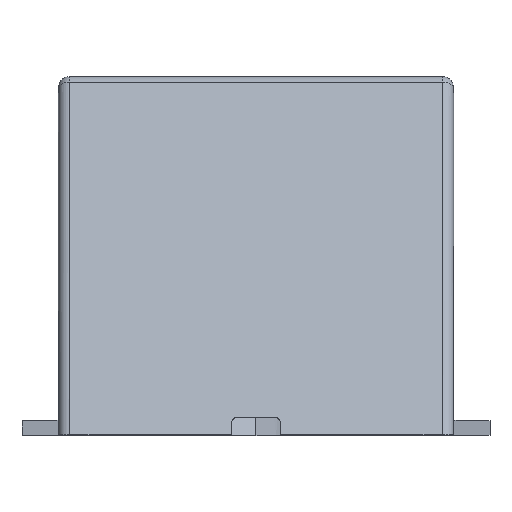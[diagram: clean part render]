
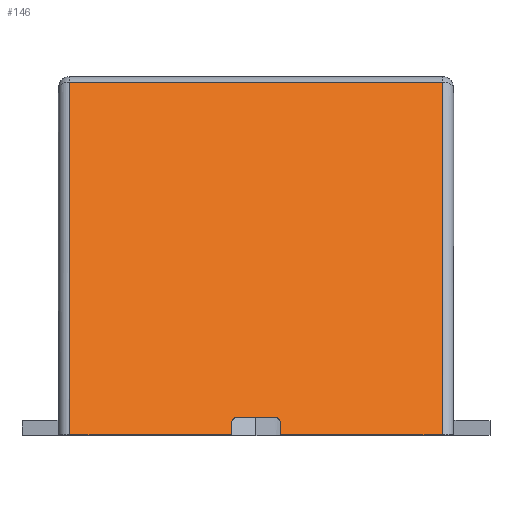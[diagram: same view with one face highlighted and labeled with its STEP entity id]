
A CAD part, top view. The second image highlights one B-rep face of the part: STEP entity #146.
In plain terms, the highlighted planar face has unit normal (0, 0.507, 0.862).
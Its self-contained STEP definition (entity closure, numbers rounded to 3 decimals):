
#14 = CARTESIAN_POINT ( 'NONE',  ( -6.5, 6., 81.808 ) ) ;
#112 = VECTOR ( 'NONE', #1407, 1000. ) ;
#140 = FACE_OUTER_BOUND ( 'NONE', #346, .T. ) ;
#146 = ADVANCED_FACE ( 'NONE', ( #140 ), #2523, .T. ) ;
#161 = DIRECTION ( 'NONE',  ( 1., 0., 0. ) ) ;
#168 = EDGE_CURVE ( 'NONE', #2271, #2039, #287, .T. ) ;
#268 = CARTESIAN_POINT ( 'NONE',  ( -6.5, 6., 81.808 ) ) ;
#287 = LINE ( 'NONE', #1892, #529 ) ;
#296 = LINE ( 'NONE', #1358, #1448 ) ;
#346 = EDGE_LOOP ( 'NONE', ( #2897, #981, #2843, #1490, #2259, #557, #2269, #422, #2467, #1874 ) ) ;
#365 = CARTESIAN_POINT ( 'NONE',  ( -64., 0., 85.342 ) ) ;
#367 = EDGE_CURVE ( 'NONE', #2753, #2172, #2382, .T. ) ;
#378 = DIRECTION ( 'NONE',  ( 0., -0.862, 0.508 ) ) ;
#422 = ORIENTED_EDGE ( 'NONE', *, *, #1946, .T. ) ;
#430 = VECTOR ( 'NONE', #908, 1000. ) ;
#472 = CARTESIAN_POINT ( 'NONE',  ( -7.672, 6., 81.808 ) ) ;
#529 = VECTOR ( 'NONE', #973, 1000. ) ;
#557 = ORIENTED_EDGE ( 'NONE', *, *, #2171, .T. ) ;
#626 = EDGE_CURVE ( 'NONE', #2245, #2039, #296, .T. ) ;
#756 = CARTESIAN_POINT ( 'NONE',  ( 7.672, 6., 81.808 ) ) ;
#868 = VECTOR ( 'NONE', #2608, 1000. ) ;
#908 = DIRECTION ( 'NONE',  ( -1., 0., 0. ) ) ;
#918 = CARTESIAN_POINT ( 'NONE',  ( -8.5, 5.172, 82.296 ) ) ;
#973 = DIRECTION ( 'NONE',  ( 0., -0.862, 0.508 ) ) ;
#981 = ORIENTED_EDGE ( 'NONE', *, *, #1775, .T. ) ;
#1005 = CARTESIAN_POINT ( 'NONE',  ( 8.5, 0., 85.342 ) ) ;
#1097 =( BOUNDED_CURVE ( )  B_SPLINE_CURVE ( 3, ( #1601, #918, #472, #268 ),
 .UNSPECIFIED., .F., .F. ) 
 B_SPLINE_CURVE_WITH_KNOTS ( ( 4, 4 ),
 ( 1.571, 3.142 ),
 .UNSPECIFIED. ) 
 CURVE ( )  GEOMETRIC_REPRESENTATION_ITEM ( )  RATIONAL_B_SPLINE_CURVE ( ( 1., 0.805, 0.805, 1. ) ) 
 REPRESENTATION_ITEM ( '' )  );
#1253 = EDGE_CURVE ( 'NONE', #1800, #2271, #1270, .T. ) ;
#1270 = LINE ( 'NONE', #2049, #430 ) ;
#1289 = CARTESIAN_POINT ( 'NONE',  ( 8.5, 1.961, 84.187 ) ) ;
#1313 = AXIS2_PLACEMENT_3D ( 'NONE', #2548, #1878, #1633 ) ;
#1343 = VECTOR ( 'NONE', #378, 1000. ) ;
#1345 = VERTEX_POINT ( 'NONE', #2081 ) ;
#1358 = CARTESIAN_POINT ( 'NONE',  ( 68., 0., 85.342 ) ) ;
#1407 = DIRECTION ( 'NONE',  ( 0., 0.862, -0.508 ) ) ;
#1448 = VECTOR ( 'NONE', #1584, 1000. ) ;
#1490 = ORIENTED_EDGE ( 'NONE', *, *, #168, .T. ) ;
#1494 = CARTESIAN_POINT ( 'NONE',  ( 68., 6., 81.808 ) ) ;
#1502 = CARTESIAN_POINT ( 'NONE',  ( 64., 0., 85.342 ) ) ;
#1584 = DIRECTION ( 'NONE',  ( -1., 0., 0. ) ) ;
#1601 = CARTESIAN_POINT ( 'NONE',  ( -8.5, 4., 82.986 ) ) ;
#1633 = DIRECTION ( 'NONE',  ( 0., -0.862, 0.508 ) ) ;
#1696 = LINE ( 'NONE', #2537, #112 ) ;
#1713 = CARTESIAN_POINT ( 'NONE',  ( -64., 121.5, 13.774 ) ) ;
#1723 = VERTEX_POINT ( 'NONE', #14 ) ;
#1775 = EDGE_CURVE ( 'NONE', #1988, #1800, #1696, .T. ) ;
#1800 = VERTEX_POINT ( 'NONE', #1899 ) ;
#1872 = LINE ( 'NONE', #2345, #868 ) ;
#1874 = ORIENTED_EDGE ( 'NONE', *, *, #367, .T. ) ;
#1877 = LINE ( 'NONE', #1903, #2791 ) ;
#1878 = DIRECTION ( 'NONE',  ( 0., 0.508, 0.862 ) ) ;
#1892 = CARTESIAN_POINT ( 'NONE',  ( -64., 1.961, 84.187 ) ) ;
#1898 = CARTESIAN_POINT ( 'NONE',  ( 8.5, 5.172, 82.296 ) ) ;
#1899 = CARTESIAN_POINT ( 'NONE',  ( 64., 121.5, 13.774 ) ) ;
#1903 = CARTESIAN_POINT ( 'NONE',  ( -8.5, 1.961, 84.187 ) ) ;
#1909 = CARTESIAN_POINT ( 'NONE',  ( 6.5, 6., 81.808 ) ) ;
#1933 = VERTEX_POINT ( 'NONE', #2790 ) ;
#1946 = EDGE_CURVE ( 'NONE', #1723, #1933, #2133, .T. ) ;
#1988 = VERTEX_POINT ( 'NONE', #1502 ) ;
#1991 = CARTESIAN_POINT ( 'NONE',  ( -8.5, 0., 85.342 ) ) ;
#2039 = VERTEX_POINT ( 'NONE', #365 ) ;
#2049 = CARTESIAN_POINT ( 'NONE',  ( 68., 121.5, 13.774 ) ) ;
#2081 = CARTESIAN_POINT ( 'NONE',  ( -8.5, 4., 82.986 ) ) ;
#2118 = DIRECTION ( 'NONE',  ( 0., 0.862, -0.508 ) ) ;
#2133 = LINE ( 'NONE', #1494, #2169 ) ;
#2149 = CARTESIAN_POINT ( 'NONE',  ( 8.5, 4., 82.986 ) ) ;
#2169 = VECTOR ( 'NONE', #161, 1000. ) ;
#2171 = EDGE_CURVE ( 'NONE', #2245, #1345, #1877, .T. ) ;
#2172 = VERTEX_POINT ( 'NONE', #1005 ) ;
#2221 = EDGE_CURVE ( 'NONE', #1988, #2172, #1872, .T. ) ;
#2245 = VERTEX_POINT ( 'NONE', #1991 ) ;
#2259 = ORIENTED_EDGE ( 'NONE', *, *, #626, .F. ) ;
#2269 = ORIENTED_EDGE ( 'NONE', *, *, #2522, .T. ) ;
#2271 = VERTEX_POINT ( 'NONE', #1713 ) ;
#2345 = CARTESIAN_POINT ( 'NONE',  ( 68., 0., 85.342 ) ) ;
#2382 = LINE ( 'NONE', #1289, #1343 ) ;
#2440 =( BOUNDED_CURVE ( )  B_SPLINE_CURVE ( 3, ( #1909, #756, #1898, #2774 ),
 .UNSPECIFIED., .F., .F. ) 
 B_SPLINE_CURVE_WITH_KNOTS ( ( 4, 4 ),
 ( 3.142, 4.712 ),
 .UNSPECIFIED. ) 
 CURVE ( )  GEOMETRIC_REPRESENTATION_ITEM ( )  RATIONAL_B_SPLINE_CURVE ( ( 1., 0.805, 0.805, 1. ) ) 
 REPRESENTATION_ITEM ( '' )  );
#2467 = ORIENTED_EDGE ( 'NONE', *, *, #2560, .T. ) ;
#2522 = EDGE_CURVE ( 'NONE', #1345, #1723, #1097, .T. ) ;
#2523 = PLANE ( 'NONE',  #1313 ) ;
#2537 = CARTESIAN_POINT ( 'NONE',  ( 64., 1.961, 84.187 ) ) ;
#2548 = CARTESIAN_POINT ( 'NONE',  ( 68., 1.961, 84.187 ) ) ;
#2560 = EDGE_CURVE ( 'NONE', #1933, #2753, #2440, .T. ) ;
#2608 = DIRECTION ( 'NONE',  ( -1., 0., 0. ) ) ;
#2753 = VERTEX_POINT ( 'NONE', #2149 ) ;
#2774 = CARTESIAN_POINT ( 'NONE',  ( 8.5, 4., 82.986 ) ) ;
#2790 = CARTESIAN_POINT ( 'NONE',  ( 6.5, 6., 81.808 ) ) ;
#2791 = VECTOR ( 'NONE', #2118, 1000. ) ;
#2843 = ORIENTED_EDGE ( 'NONE', *, *, #1253, .T. ) ;
#2897 = ORIENTED_EDGE ( 'NONE', *, *, #2221, .F. ) ;
